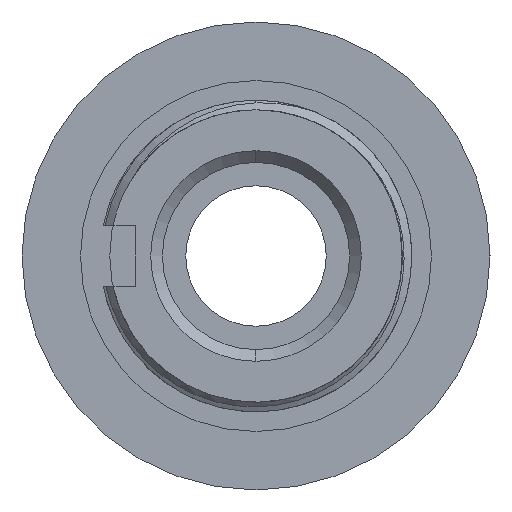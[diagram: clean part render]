
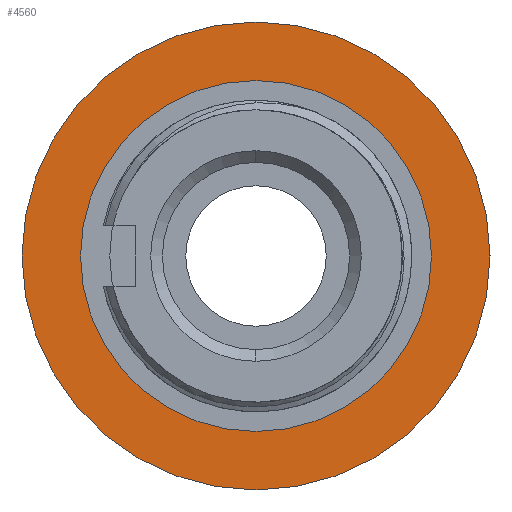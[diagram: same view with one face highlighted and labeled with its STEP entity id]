
A CAD part, left-side view. The second image highlights one B-rep face of the part: STEP entity #4560.
In plain terms, the highlighted planar face has unit normal (-1, 0, 0).
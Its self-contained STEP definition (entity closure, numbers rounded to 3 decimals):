
#244 = ORIENTED_EDGE ( 'NONE', *, *, #8583, .F. ) ;
#498 = CARTESIAN_POINT ( 'NONE',  ( -51., 0., 20. ) ) ;
#569 = ORIENTED_EDGE ( 'NONE', *, *, #9138, .T. ) ;
#708 = DIRECTION ( 'NONE',  ( 0., 0., -1. ) ) ;
#755 = CARTESIAN_POINT ( 'NONE',  ( -51., 0., 0. ) ) ;
#1074 = DIRECTION ( 'NONE',  ( 0., 0., -1. ) ) ;
#1418 = CARTESIAN_POINT ( 'NONE',  ( -51., 0., 0. ) ) ;
#1419 = AXIS2_PLACEMENT_3D ( 'NONE', #1418, #5357, #5313 ) ;
#1518 = VERTEX_POINT ( 'NONE', #9704 ) ;
#1561 = CARTESIAN_POINT ( 'NONE',  ( -51., 0., 0. ) ) ;
#1608 = CIRCLE ( 'NONE', #11769, 20. ) ;
#1763 = CIRCLE ( 'NONE', #11696, 20. ) ;
#1909 = CIRCLE ( 'NONE', #3895, 15. ) ;
#1967 = CARTESIAN_POINT ( 'NONE',  ( -51., 0., 0. ) ) ;
#2186 = AXIS2_PLACEMENT_3D ( 'NONE', #1967, #5000, #1074 ) ;
#2528 = VERTEX_POINT ( 'NONE', #4515 ) ;
#3091 = EDGE_CURVE ( 'NONE', #4113, #1518, #6864, .T. ) ;
#3895 = AXIS2_PLACEMENT_3D ( 'NONE', #10294, #4430, #11277 ) ;
#4113 = VERTEX_POINT ( 'NONE', #4297 ) ;
#4297 = CARTESIAN_POINT ( 'NONE',  ( -51., 0., 15. ) ) ;
#4430 = DIRECTION ( 'NONE',  ( 1., 0., 0. ) ) ;
#4515 = CARTESIAN_POINT ( 'NONE',  ( -51., 0., -20. ) ) ;
#4525 = ORIENTED_EDGE ( 'NONE', *, *, #3091, .T. ) ;
#4560 = ADVANCED_FACE ( 'NONE', ( #10079, #7902 ), #7263, .T. ) ;
#4601 = DIRECTION ( 'NONE',  ( 1., 0., 0. ) ) ;
#5000 = DIRECTION ( 'NONE',  ( 1., 0., 0. ) ) ;
#5313 = DIRECTION ( 'NONE',  ( 0., 0., -1. ) ) ;
#5357 = DIRECTION ( 'NONE',  ( -1., 0., 0. ) ) ;
#5473 = VERTEX_POINT ( 'NONE', #498 ) ;
#5762 = EDGE_LOOP ( 'NONE', ( #244, #10663 ) ) ;
#6864 = CIRCLE ( 'NONE', #2186, 15. ) ;
#7263 = PLANE ( 'NONE',  #1419 ) ;
#7902 = FACE_BOUND ( 'NONE', #10487, .T. ) ;
#8583 = EDGE_CURVE ( 'NONE', #2528, #5473, #1763, .T. ) ;
#9138 = EDGE_CURVE ( 'NONE', #1518, #4113, #1909, .T. ) ;
#9333 = EDGE_CURVE ( 'NONE', #5473, #2528, #1608, .T. ) ;
#9704 = CARTESIAN_POINT ( 'NONE',  ( -51., 0., -15. ) ) ;
#10079 = FACE_OUTER_BOUND ( 'NONE', #5762, .T. ) ;
#10294 = CARTESIAN_POINT ( 'NONE',  ( -51., 0., 0. ) ) ;
#10463 = DIRECTION ( 'NONE',  ( 0., 0., -1. ) ) ;
#10487 = EDGE_LOOP ( 'NONE', ( #4525, #569 ) ) ;
#10663 = ORIENTED_EDGE ( 'NONE', *, *, #9333, .F. ) ;
#11277 = DIRECTION ( 'NONE',  ( 0., 0., -1. ) ) ;
#11696 = AXIS2_PLACEMENT_3D ( 'NONE', #755, #12445, #708 ) ;
#11769 = AXIS2_PLACEMENT_3D ( 'NONE', #1561, #4601, #10463 ) ;
#12445 = DIRECTION ( 'NONE',  ( 1., 0., 0. ) ) ;
